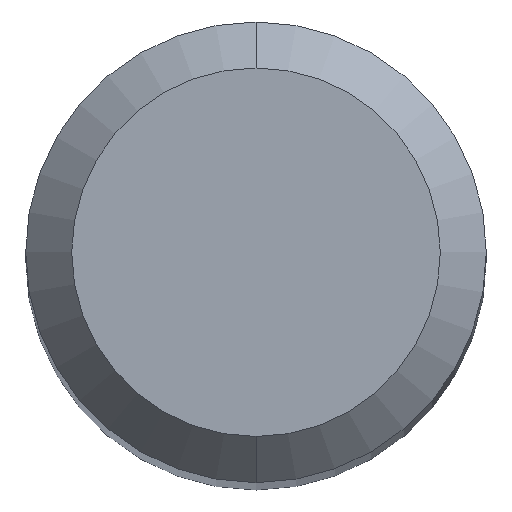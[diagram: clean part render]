
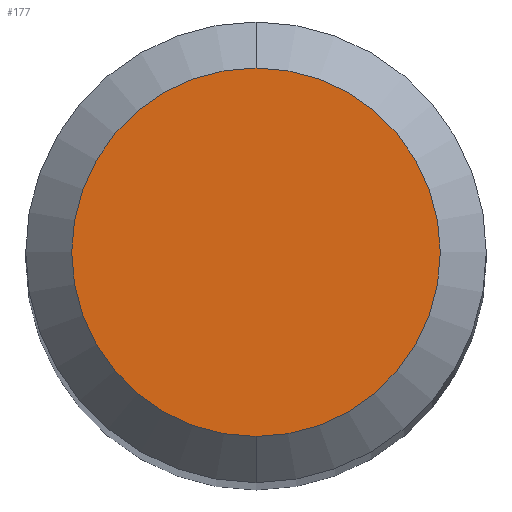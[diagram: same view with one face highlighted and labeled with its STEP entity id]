
A CAD part, top view. The second image highlights one B-rep face of the part: STEP entity #177.
In plain terms, the highlighted planar face has unit normal (0, 0, 1).
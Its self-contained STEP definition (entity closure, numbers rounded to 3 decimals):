
#107=EDGE_CURVE('',#129,#139,#260,.T.);
#129=VERTEX_POINT('',#285);
#139=VERTEX_POINT('',#295);
#175=EDGE_CURVE('',#139,#129,#337,.T.);
#177=ADVANCED_FACE('',(#339),#340,.T.);
#260=CIRCLE('',#425,1.2);
#285=CARTESIAN_POINT('',(0.,-1.2,0.0));
#295=CARTESIAN_POINT('',(0.0,1.2,0.0));
#337=CIRCLE('',#526,1.2);
#339=FACE_OUTER_BOUND('',#528,.T.);
#340=PLANE('',#529);
#425=AXIS2_PLACEMENT_3D('',#617,#618,#619);
#526=AXIS2_PLACEMENT_3D('',#723,#724,#725);
#528=EDGE_LOOP('',(#727,#728));
#529=AXIS2_PLACEMENT_3D('',#729,#730,#731);
#617=CARTESIAN_POINT('',(0.0,0.0,0.0));
#618=DIRECTION('',(0.0,0.0,-1.0));
#619=DIRECTION('',(0.0,1.0,0.0));
#723=CARTESIAN_POINT('',(0.0,0.0,0.0));
#724=DIRECTION('',(0.0,0.0,-1.0));
#725=DIRECTION('',(0.0,1.0,0.0));
#727=ORIENTED_EDGE('',*,*,#175,.F.);
#728=ORIENTED_EDGE('',*,*,#107,.F.);
#729=CARTESIAN_POINT('',(0.0,0.6,0.0));
#730=DIRECTION('',(-0.0,0.0,1.0));
#731=DIRECTION('',(0.0,-1.0,0.0));
